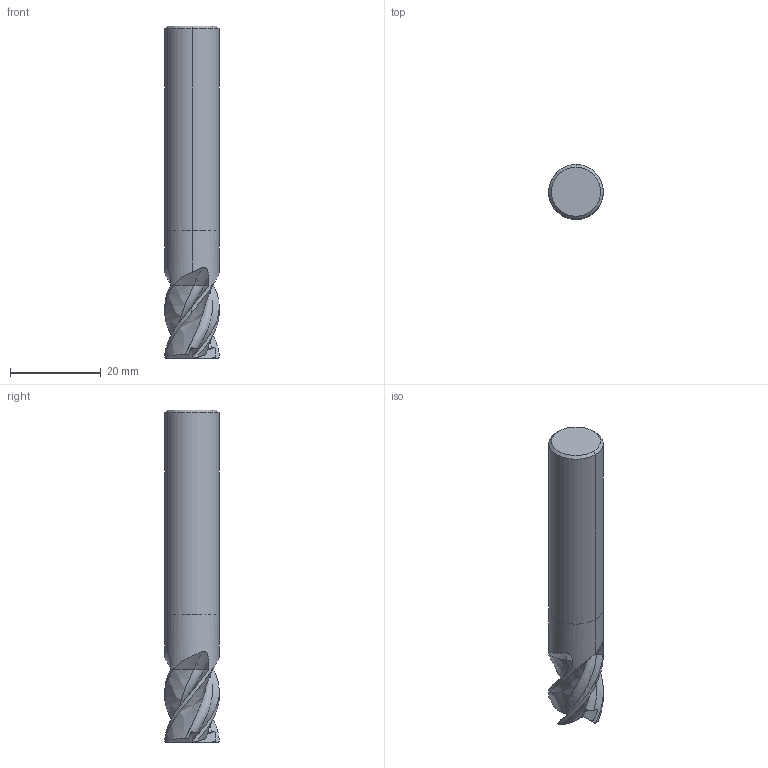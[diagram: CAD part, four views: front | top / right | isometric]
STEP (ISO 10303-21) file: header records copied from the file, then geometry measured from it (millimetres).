
FILE_DESCRIPTION(('no description'),'unknown implementation level');
FILE_NAME('EXPK1-M01-0113-12-Detail.stp',' ',('CIMSOURCE GmbH'),('CADClick - KiM GmbH - www.kimweb.de'),'unknown preprocess','ACIS','unknown authorization');
FILE_SCHEMA(('automotive_design'));
Length unit declared in the file: millimetre
Products named in the file (2): NOCUT; CUT
Bounding box: 12 x 12 x 73 mm (x, y, z)
Volume: 7306.4 mm3; surface area: 3157.4 mm2
Topology: 2 solids, 2 shells, 76 faces, 206 edges, 135 vertices
Faces by surface type: plane 24, bspline 20, revolution 16, cone 8, cylinder 4, torus 4
Entity records: 10938 total; most frequent: CARTESIAN_POINT 6917, STYLED_ITEM 419, PRESENTATION_STYLE_ASSIGNMENT 419, COLOUR_RGB 419, ORIENTED_EDGE 412, DIRECTION 240, EDGE_CURVE 206, CURVE_STYLE 206
